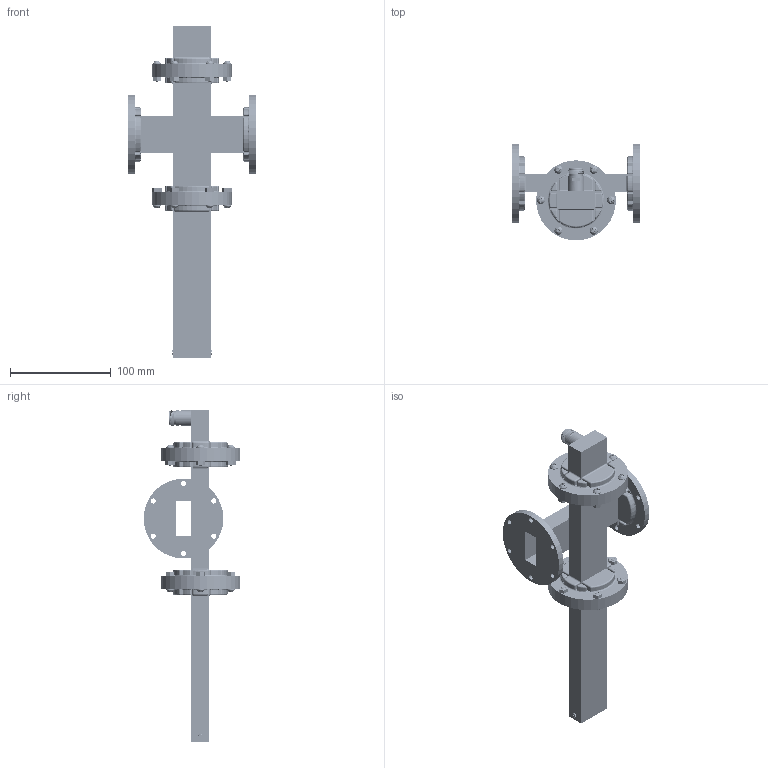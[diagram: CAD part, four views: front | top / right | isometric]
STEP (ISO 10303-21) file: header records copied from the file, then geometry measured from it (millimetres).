
FILE_DESCRIPTION (( 'STEP AP214' ), '1' );
FILE_NAME ('PEWCT1108.STEP', '2017-06-29T15:21:48', ( '' ), ( '' ), 'SwSTEP 2.0', 'SolidWorks 2014', '' );
FILE_SCHEMA (( 'AUTOMOTIVE_DESIGN' ));
Length unit declared in the file: inch
Products named in the file (9): Copy of M3 ROUND HD SCREW^PEWCT1036; PEWTR1010; Copy of Nut^PEWCT1036; Copy of Nut^PEWCT1108; Copy of M3 ROUND HD SCREW^PEWCT1108; PEWCT1036; PEWCA1016; PEWCP1071; PEWCT1108
Assembly tree (28 placements, depth 3):
  PEWCT1108
    PEWCT1036
      PEWCP1071
      Copy of M3 ROUND HD SCREW^PEWCT1036  x6
      Copy of Nut^PEWCT1036  x6
      PEWTR1010
    PEWCA1016
    Copy of M3 ROUND HD SCREW^PEWCT1108  x6
    Copy of Nut^PEWCT1108  x6
Bounding box: 127 x 96.19 x 330.2 mm (x, y, z)
Volume: 274209 mm3; surface area: 171689.1 mm2
Topology: 28 solids, 28 shells, 2794 faces, 6944 edges, 4143 vertices
Faces by surface type: cylinder 1180, plane 598, cone 562, bspline 205, sphere 128, torus 121
Entity records: 51918 total; most frequent: CARTESIAN_POINT 19616, DIRECTION 6494, ORIENTED_EDGE 6456, EDGE_CURVE 3228, AXIS2_PLACEMENT_3D 2656, VERTEX_POINT 1909, EDGE_LOOP 1455, CIRCLE 1385
